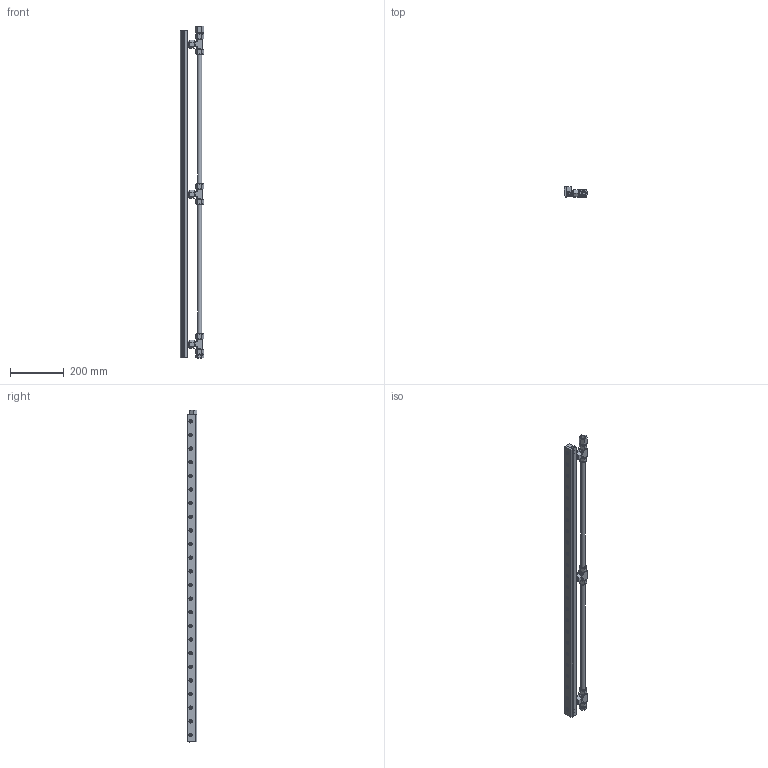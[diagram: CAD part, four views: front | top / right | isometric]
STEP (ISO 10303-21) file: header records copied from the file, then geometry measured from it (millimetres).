
FILE_DESCRIPTION(('STEP AP203'),'1');
FILE_NAME('110248ss-316pki.stp','2024-09-23T13:32:13',('TraceParts'),('TraceParts S.A.'),'Spatial InterOp 3D',' ',' ');
FILE_SCHEMA(('CONFIG_CONTROL_DESIGN'));
Length unit declared in the file: millimetre
Products named in the file (1): 1
Bounding box: 88.02 x 36.92 x 1236.73 mm (x, y, z)
Volume: 1269316.4 mm3; surface area: 424904.4 mm2
Topology: 36 solids, 36 shells, 1154 faces, 2857 edges, 1839 vertices
Faces by surface type: plane 536, cylinder 370, cone 152, torus 96
Entity records: 34444 total; most frequent: DIRECTION 6268, CARTESIAN_POINT 6218, ORIENTED_EDGE 5610, EDGE_CURVE 2805, AXIS2_PLACEMENT_3D 2465, VERTEX_POINT 1839, EDGE_LOOP 1396, LINE 1338
